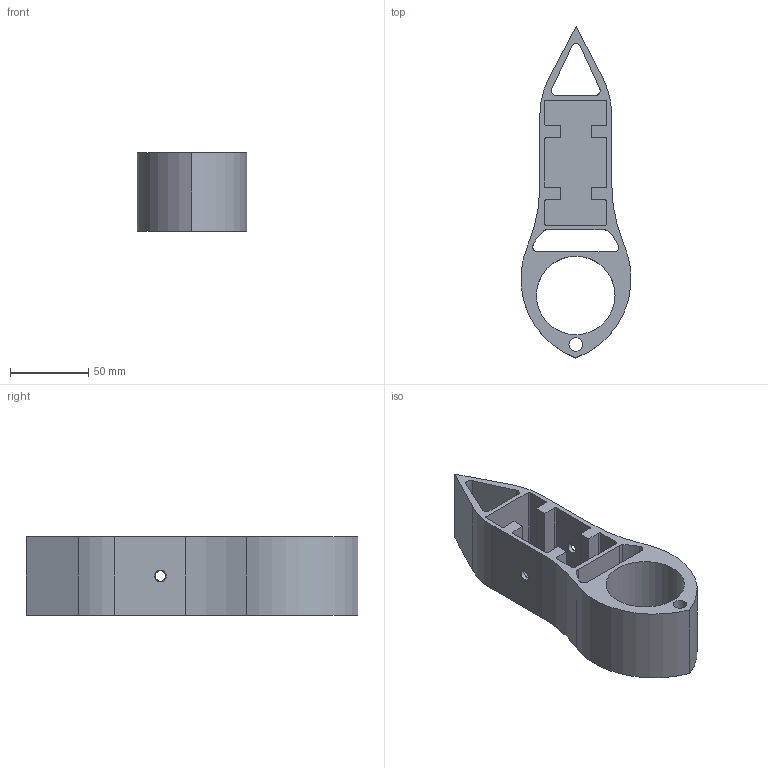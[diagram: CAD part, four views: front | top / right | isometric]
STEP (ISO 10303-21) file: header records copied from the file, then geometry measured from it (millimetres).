
FILE_DESCRIPTION(/* description */ (''),/* implementation_level */ '2;1');
FILE_NAME(/* name */ '008b9d27-f64e-4c6a-b082-8efa6c39c511.stp',/* time_stamp */ '2019-05-17T14:22:00+00:00',/* author */ (''),/* organization */ (''),/* preprocessor_version */ 'ST-DEVELOPER v18',/* originating_system */ 'Autodesk Translation Framework v8.2.0.1029',/* authorisation */ '');
FILE_SCHEMA (('AUTOMOTIVE_DESIGN { 1 0 10303 214 3 1 1 }'));
Length unit declared in the file: millimetre
Products named in the file (1): Simulation Model 1
Bounding box: 70.24 x 212.52 x 50 mm (x, y, z)
Volume: 178453.3 mm3; surface area: 71553.3 mm2
Topology: 1 solids, 1 shells, 66 faces, 191 edges, 128 vertices
Faces by surface type: plane 31, cylinder 31, cone 2, bspline 2
Full cylindrical faces by diameter (mm): 6.6 x2, 8.8 x1, 50.3 x1
Entity records: 2323 total; most frequent: CARTESIAN_POINT 460, DIRECTION 385, ORIENTED_EDGE 382, EDGE_CURVE 191, AXIS2_PLACEMENT_3D 133, VERTEX_POINT 128, LINE 119, VECTOR 119
